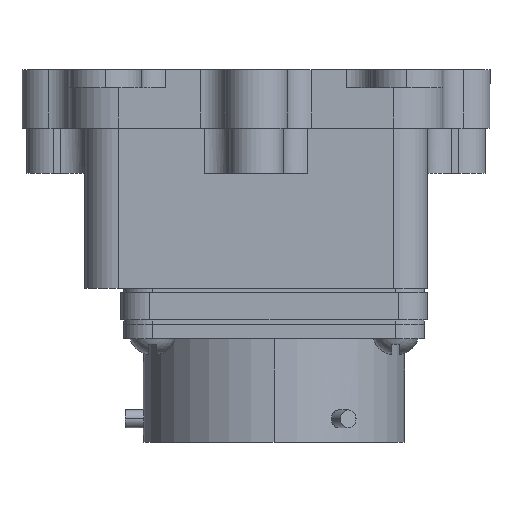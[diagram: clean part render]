
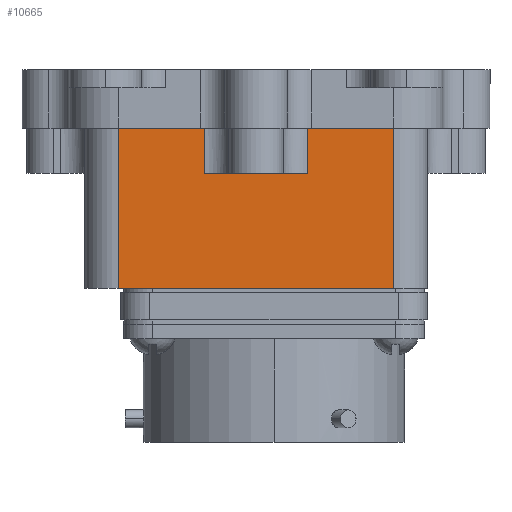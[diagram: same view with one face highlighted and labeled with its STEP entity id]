
A CAD part, front view. The second image highlights one B-rep face of the part: STEP entity #10665.
In plain terms, the highlighted planar face has unit normal (0, -1, 0).
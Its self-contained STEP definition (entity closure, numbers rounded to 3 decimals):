
#76 = DIRECTION ( 'NONE',  ( 0., 0., -1. ) ) ;
#286 = DIRECTION ( 'NONE',  ( -1., 0., 0. ) ) ;
#564 = VECTOR ( 'NONE', #2880, 1000. ) ;
#1164 = EDGE_CURVE ( 'NONE', #16421, #1250, #5096, .T. ) ;
#1250 = VERTEX_POINT ( 'NONE', #13727 ) ;
#1309 = EDGE_CURVE ( 'NONE', #9864, #16421, #2511, .T. ) ;
#1457 = CARTESIAN_POINT ( 'NONE',  ( 34.3, 0., 19.8 ) ) ;
#1744 = EDGE_CURVE ( 'NONE', #11506, #11376, #4216, .T. ) ;
#2511 = LINE ( 'NONE', #2766, #16575 ) ;
#2766 = CARTESIAN_POINT ( 'NONE',  ( 32., 0., 17.8 ) ) ;
#2866 = VECTOR ( 'NONE', #286, 1000. ) ;
#2880 = DIRECTION ( 'NONE',  ( 0., 0., 1. ) ) ;
#2969 = VECTOR ( 'NONE', #7243, 1000. ) ;
#3033 = CARTESIAN_POINT ( 'NONE',  ( 32., 0., 0. ) ) ;
#4216 = LINE ( 'NONE', #1457, #564 ) ;
#4319 = LINE ( 'NONE', #13740, #7954 ) ;
#4389 = CARTESIAN_POINT ( 'NONE',  ( 3.7, 0., 19.8 ) ) ;
#4631 = PLANE ( 'NONE',  #15295 ) ;
#5071 = CARTESIAN_POINT ( 'NONE',  ( 13.3, 0., 12.8 ) ) ;
#5096 = LINE ( 'NONE', #4389, #11918 ) ;
#5799 = DIRECTION ( 'NONE',  ( -1., 0., 0. ) ) ;
#5814 = FACE_OUTER_BOUND ( 'NONE', #6177, .T. ) ;
#5872 = VERTEX_POINT ( 'NONE', #5071 ) ;
#6111 = ORIENTED_EDGE ( 'NONE', *, *, #12806, .T. ) ;
#6177 = EDGE_LOOP ( 'NONE', ( #10025, #12903, #10085, #6111, #10042, #8309, #11751, #7946 ) ) ;
#7080 = DIRECTION ( 'NONE',  ( -1., 0., 0. ) ) ;
#7236 = CARTESIAN_POINT ( 'NONE',  ( 24.7, 0., 12.8 ) ) ;
#7243 = DIRECTION ( 'NONE',  ( 1., 0., 0. ) ) ;
#7388 = DIRECTION ( 'NONE',  ( -1., 0., 0. ) ) ;
#7447 = CARTESIAN_POINT ( 'NONE',  ( 24.7, 0., 17.8 ) ) ;
#7946 = ORIENTED_EDGE ( 'NONE', *, *, #11329, .T. ) ;
#7954 = VECTOR ( 'NONE', #15111, 1000. ) ;
#8163 = DIRECTION ( 'NONE',  ( 0., 0., -1. ) ) ;
#8196 = EDGE_CURVE ( 'NONE', #11376, #10719, #10135, .T. ) ;
#8225 = VERTEX_POINT ( 'NONE', #7236 ) ;
#8309 = ORIENTED_EDGE ( 'NONE', *, *, #1309, .T. ) ;
#9864 = VERTEX_POINT ( 'NONE', #15184 ) ;
#10025 = ORIENTED_EDGE ( 'NONE', *, *, #1744, .T. ) ;
#10042 = ORIENTED_EDGE ( 'NONE', *, *, #10496, .T. ) ;
#10085 = ORIENTED_EDGE ( 'NONE', *, *, #13154, .T. ) ;
#10135 = LINE ( 'NONE', #11277, #2866 ) ;
#10496 = EDGE_CURVE ( 'NONE', #5872, #9864, #4319, .T. ) ;
#10603 = VECTOR ( 'NONE', #5799, 1000. ) ;
#10665 = ADVANCED_FACE ( 'NONE', ( #5814 ), #4631, .F. ) ;
#10719 = VERTEX_POINT ( 'NONE', #7447 ) ;
#11277 = CARTESIAN_POINT ( 'NONE',  ( 32., 0., 17.8 ) ) ;
#11329 = EDGE_CURVE ( 'NONE', #1250, #11506, #17455, .T. ) ;
#11376 = VERTEX_POINT ( 'NONE', #15426 ) ;
#11506 = VERTEX_POINT ( 'NONE', #15712 ) ;
#11551 = CARTESIAN_POINT ( 'NONE',  ( 3.7, 0., 17.8 ) ) ;
#11751 = ORIENTED_EDGE ( 'NONE', *, *, #1164, .T. ) ;
#11872 = VECTOR ( 'NONE', #8163, 1000. ) ;
#11918 = VECTOR ( 'NONE', #76, 1000. ) ;
#12806 = EDGE_CURVE ( 'NONE', #8225, #5872, #14219, .T. ) ;
#12903 = ORIENTED_EDGE ( 'NONE', *, *, #8196, .T. ) ;
#13154 = EDGE_CURVE ( 'NONE', #10719, #8225, #15896, .T. ) ;
#13587 = CARTESIAN_POINT ( 'NONE',  ( 24.7, 0., 0. ) ) ;
#13727 = CARTESIAN_POINT ( 'NONE',  ( 3.7, 0., 0. ) ) ;
#13740 = CARTESIAN_POINT ( 'NONE',  ( 13.3, 0., 19.8 ) ) ;
#14135 = CARTESIAN_POINT ( 'NONE',  ( 32., 0., 19.8 ) ) ;
#14219 = LINE ( 'NONE', #15260, #10603 ) ;
#15111 = DIRECTION ( 'NONE',  ( 0., 0., 1. ) ) ;
#15184 = CARTESIAN_POINT ( 'NONE',  ( 13.3, 0., 17.8 ) ) ;
#15260 = CARTESIAN_POINT ( 'NONE',  ( 93.133, 0., 12.8 ) ) ;
#15295 = AXIS2_PLACEMENT_3D ( 'NONE', #14135, #15513, #7388 ) ;
#15426 = CARTESIAN_POINT ( 'NONE',  ( 34.3, 0., 17.8 ) ) ;
#15513 = DIRECTION ( 'NONE',  ( 0., 1., 0. ) ) ;
#15712 = CARTESIAN_POINT ( 'NONE',  ( 34.3, 0., 0. ) ) ;
#15896 = LINE ( 'NONE', #13587, #11872 ) ;
#16421 = VERTEX_POINT ( 'NONE', #11551 ) ;
#16575 = VECTOR ( 'NONE', #7080, 1000. ) ;
#17455 = LINE ( 'NONE', #3033, #2969 ) ;
